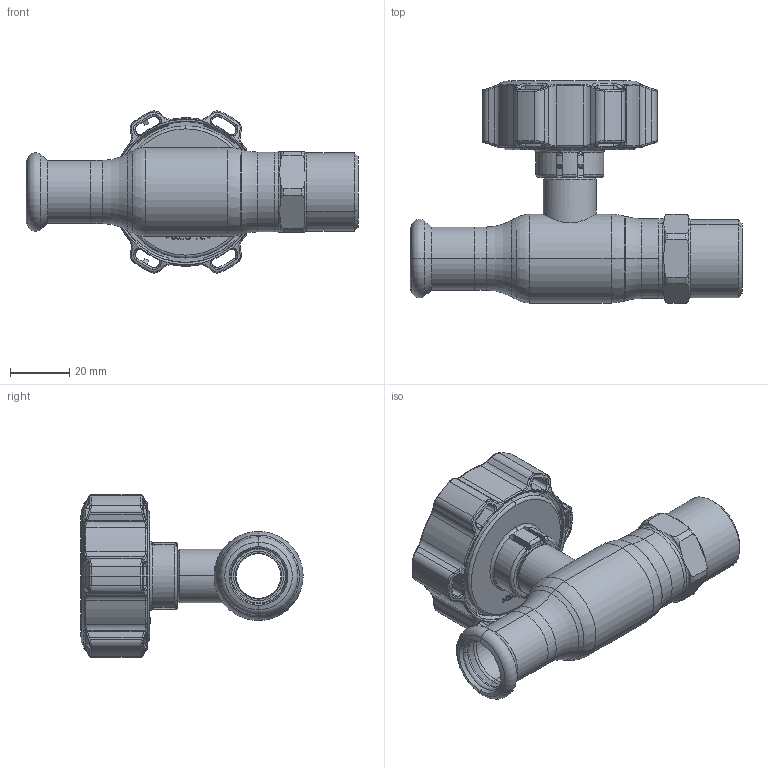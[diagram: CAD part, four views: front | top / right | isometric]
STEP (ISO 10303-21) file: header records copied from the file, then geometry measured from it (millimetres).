
FILE_DESCRIPTION (( 'STEP AP214' ), '1' );
FILE_NAME ('1015001210-1200.step', '2024-01-15T11:27:32', ( '' ), ( '' ), 'SwSTEP 2.0', 'SolidWorks 2021', '' );
FILE_SCHEMA (( 'AUTOMOTIVE_DESIGN' ));
Length unit declared in the file: millimetre
Products named in the file (1): 1015001210-1200
Bounding box: 111.8 x 74.8 x 54.57 mm (x, y, z)
Surface area: 28738 mm2 (no closed solid volume)
Topology: 0 solids, 10 shells, 566 faces, 1646 edges, 1063 vertices
Faces by surface type: bspline 178, cylinder 134, plane 103, torus 97, cone 54
Entity records: 34964 total; most frequent: CARTESIAN_POINT 15550, ORIENTED_EDGE 2942, DIRECTION 2307, EDGE_CURVE 1644, VERTEX_POINT 1063, AXIS2_PLACEMENT_3D 933, B_SPLINE_CURVE_WITH_KNOTS 627, EDGE_LOOP 600
